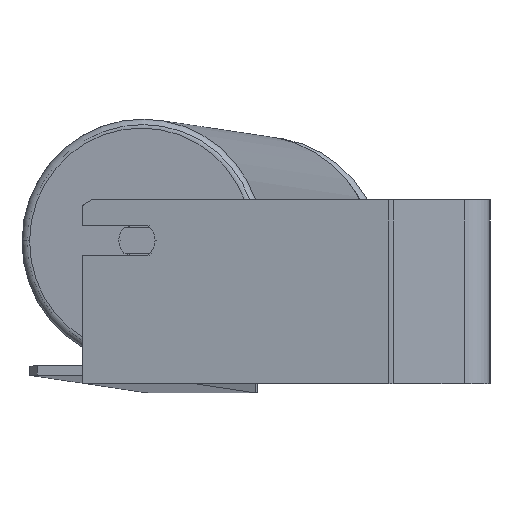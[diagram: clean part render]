
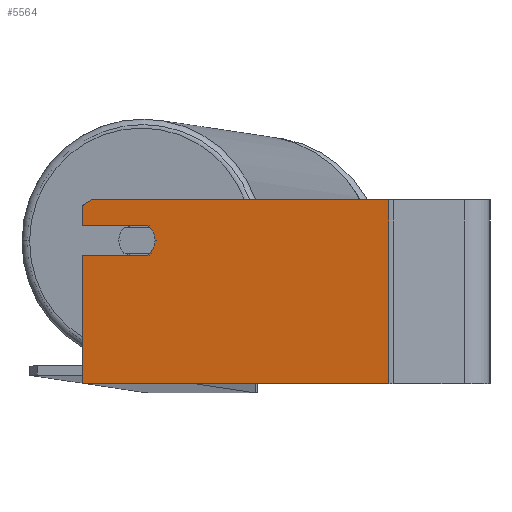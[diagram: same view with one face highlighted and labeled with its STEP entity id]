
A CAD part, left-side view. The second image highlights one B-rep face of the part: STEP entity #5564.
In plain terms, the highlighted planar face has unit normal (-0.985, 0.174, 0).
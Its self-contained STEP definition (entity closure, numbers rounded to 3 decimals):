
#58 = CARTESIAN_POINT ( 'NONE',  ( -575.379, 221.84, 50. ) ) ;
#267 = VERTEX_POINT ( 'NONE', #8160 ) ;
#433 = EDGE_CURVE ( 'NONE', #2115, #4041, #1282, .T. ) ;
#646 = LINE ( 'NONE', #688, #2509 ) ;
#688 = CARTESIAN_POINT ( 'NONE',  ( -575.379, 221.84, 50. ) ) ;
#743 = CARTESIAN_POINT ( 'NONE',  ( -575.379, 221.84, -50. ) ) ;
#761 = CARTESIAN_POINT ( 'NONE',  ( -604.787, 55.055, 50. ) ) ;
#836 = EDGE_CURVE ( 'NONE', #2502, #3310, #646, .T. ) ;
#995 = DIRECTION ( 'NONE',  ( -0.985, 0.174, 0. ) ) ;
#1001 = LINE ( 'NONE', #3074, #3354 ) ;
#1022 = CARTESIAN_POINT ( 'NONE',  ( -576.247, 216.916, 50. ) ) ;
#1282 = LINE ( 'NONE', #4902, #3544 ) ;
#1593 = CARTESIAN_POINT ( 'NONE',  ( -575.379, 221.84, 36. ) ) ;
#1608 = AXIS2_PLACEMENT_3D ( 'NONE', #2507, #995, #5984 ) ;
#1686 = CARTESIAN_POINT ( 'NONE',  ( -581.63, 186.387, 20. ) ) ;
#1745 = EDGE_CURVE ( 'NONE', #5423, #5133, #1001, .T. ) ;
#2036 = VERTEX_POINT ( 'NONE', #2312 ) ;
#2061 = CIRCLE ( 'NONE', #1608, 10. ) ;
#2081 = ORIENTED_EDGE ( 'NONE', *, *, #4585, .F. ) ;
#2115 = VERTEX_POINT ( 'NONE', #6026 ) ;
#2143 = DIRECTION ( 'NONE',  ( 0.15, 0.853, -0.5 ) ) ;
#2312 = CARTESIAN_POINT ( 'NONE',  ( -604.787, 55.055, -50. ) ) ;
#2389 = EDGE_CURVE ( 'NONE', #3310, #2036, #7840, .T. ) ;
#2424 = DIRECTION ( 'NONE',  ( 0., 0., -1. ) ) ;
#2502 = VERTEX_POINT ( 'NONE', #1022 ) ;
#2507 = CARTESIAN_POINT ( 'NONE',  ( -580.588, 192.296, 28. ) ) ;
#2509 = VECTOR ( 'NONE', #4211, 1000. ) ;
#2623 = EDGE_CURVE ( 'NONE', #267, #4041, #4736, .T. ) ;
#2660 = CARTESIAN_POINT ( 'NONE',  ( -575.379, 221.84, 20. ) ) ;
#2762 = EDGE_CURVE ( 'NONE', #5423, #8108, #7192, .T. ) ;
#3074 = CARTESIAN_POINT ( 'NONE',  ( -575.379, 221.84, 50. ) ) ;
#3178 = LINE ( 'NONE', #5321, #7753 ) ;
#3262 = VERTEX_POINT ( 'NONE', #6956 ) ;
#3310 = VERTEX_POINT ( 'NONE', #6227 ) ;
#3354 = VECTOR ( 'NONE', #2424, 1000. ) ;
#3385 = CIRCLE ( 'NONE', #6293, 10. ) ;
#3510 = VECTOR ( 'NONE', #4820, 1000. ) ;
#3544 = VECTOR ( 'NONE', #6323, 1000. ) ;
#3689 = AXIS2_PLACEMENT_3D ( 'NONE', #58, #5704, #4259 ) ;
#3898 = EDGE_CURVE ( 'NONE', #3262, #2115, #3385, .T. ) ;
#4002 = CARTESIAN_POINT ( 'NONE',  ( -580.588, 192.296, 28. ) ) ;
#4041 = VERTEX_POINT ( 'NONE', #1593 ) ;
#4183 = EDGE_CURVE ( 'NONE', #5133, #2036, #3178, .T. ) ;
#4188 = DIRECTION ( 'NONE',  ( -0.174, -0.985, 0. ) ) ;
#4211 = DIRECTION ( 'NONE',  ( -0.174, -0.985, 0. ) ) ;
#4259 = DIRECTION ( 'NONE',  ( 0.174, 0.985, 0. ) ) ;
#4585 = EDGE_CURVE ( 'NONE', #8108, #3262, #2061, .T. ) ;
#4666 = ORIENTED_EDGE ( 'NONE', *, *, #4183, .T. ) ;
#4668 = VECTOR ( 'NONE', #6380, 1000. ) ;
#4736 = LINE ( 'NONE', #7527, #3510 ) ;
#4820 = DIRECTION ( 'NONE',  ( 0., 0., -1. ) ) ;
#4902 = CARTESIAN_POINT ( 'NONE',  ( -581.63, 186.387, 36. ) ) ;
#4984 = CARTESIAN_POINT ( 'NONE',  ( -575.379, 221.84, 47.113 ) ) ;
#5012 = DIRECTION ( 'NONE',  ( 0., 0., -1. ) ) ;
#5133 = VERTEX_POINT ( 'NONE', #743 ) ;
#5190 = ORIENTED_EDGE ( 'NONE', *, *, #836, .F. ) ;
#5321 = CARTESIAN_POINT ( 'NONE',  ( -575.379, 221.84, -50. ) ) ;
#5423 = VERTEX_POINT ( 'NONE', #2660 ) ;
#5522 = EDGE_CURVE ( 'NONE', #2502, #267, #6089, .T. ) ;
#5564 = ADVANCED_FACE ( 'NONE', ( #6319 ), #6507, .F. ) ;
#5704 = DIRECTION ( 'NONE',  ( 0.985, -0.174, 0. ) ) ;
#5873 = ORIENTED_EDGE ( 'NONE', *, *, #3898, .F. ) ;
#5984 = DIRECTION ( 'NONE',  ( -0.174, -0.985, 0. ) ) ;
#6026 = CARTESIAN_POINT ( 'NONE',  ( -581.63, 186.387, 36. ) ) ;
#6085 = EDGE_LOOP ( 'NONE', ( #5190, #7493, #8290, #6980, #5873, #2081, #6351, #6765, #4666, #8271 ) ) ;
#6089 = LINE ( 'NONE', #4984, #6182 ) ;
#6182 = VECTOR ( 'NONE', #2143, 1000. ) ;
#6227 = CARTESIAN_POINT ( 'NONE',  ( -604.787, 55.055, 50. ) ) ;
#6293 = AXIS2_PLACEMENT_3D ( 'NONE', #4002, #6795, #4188 ) ;
#6319 = FACE_OUTER_BOUND ( 'NONE', #6085, .T. ) ;
#6323 = DIRECTION ( 'NONE',  ( 0.174, 0.985, 0. ) ) ;
#6351 = ORIENTED_EDGE ( 'NONE', *, *, #2762, .F. ) ;
#6380 = DIRECTION ( 'NONE',  ( -0.174, -0.985, 0. ) ) ;
#6507 = PLANE ( 'NONE',  #3689 ) ;
#6765 = ORIENTED_EDGE ( 'NONE', *, *, #1745, .T. ) ;
#6795 = DIRECTION ( 'NONE',  ( -0.985, 0.174, 0. ) ) ;
#6956 = CARTESIAN_POINT ( 'NONE',  ( -582.324, 182.448, 28. ) ) ;
#6980 = ORIENTED_EDGE ( 'NONE', *, *, #433, .F. ) ;
#7064 = CARTESIAN_POINT ( 'NONE',  ( -581.63, 186.387, 20. ) ) ;
#7192 = LINE ( 'NONE', #7064, #4668 ) ;
#7415 = DIRECTION ( 'NONE',  ( -0.174, -0.985, 0. ) ) ;
#7493 = ORIENTED_EDGE ( 'NONE', *, *, #5522, .T. ) ;
#7527 = CARTESIAN_POINT ( 'NONE',  ( -575.379, 221.84, 50. ) ) ;
#7753 = VECTOR ( 'NONE', #7415, 1000. ) ;
#7840 = LINE ( 'NONE', #761, #8759 ) ;
#8108 = VERTEX_POINT ( 'NONE', #1686 ) ;
#8160 = CARTESIAN_POINT ( 'NONE',  ( -575.379, 221.84, 47.113 ) ) ;
#8271 = ORIENTED_EDGE ( 'NONE', *, *, #2389, .F. ) ;
#8290 = ORIENTED_EDGE ( 'NONE', *, *, #2623, .T. ) ;
#8759 = VECTOR ( 'NONE', #5012, 1000. ) ;
